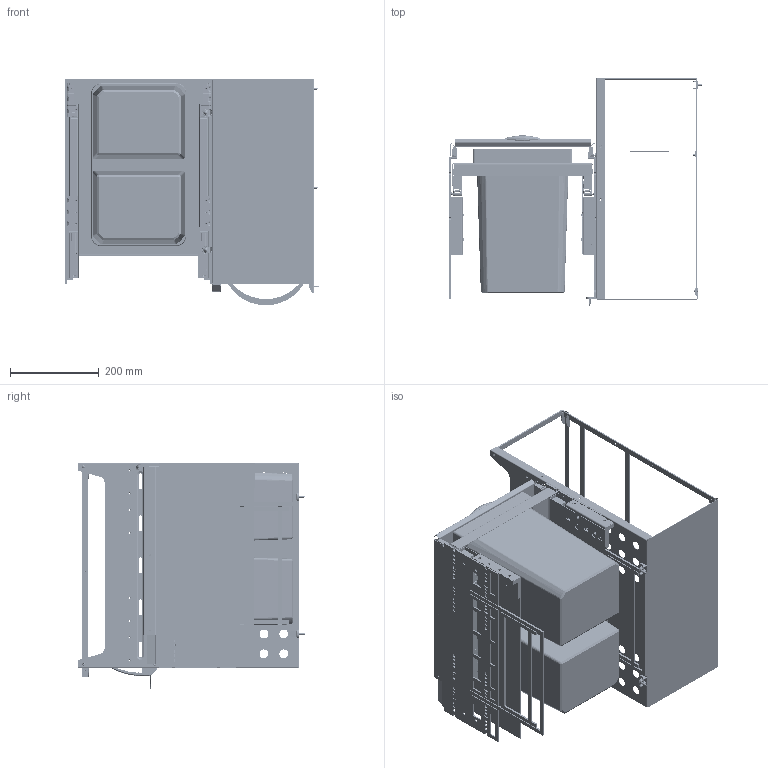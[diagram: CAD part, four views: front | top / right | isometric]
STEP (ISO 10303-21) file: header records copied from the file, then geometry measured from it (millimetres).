
FILE_DESCRIPTION(('STEP AP214'),'1');
FILE_NAME('8013379_V Cox Base Q+ 360 S_370-2_R.STP','2024-08-16T09:15:46',(' '),(' '),'Spatial InterOp 3D',' ',' ');
FILE_SCHEMA(('AUTOMOTIVE_DESIGN { 1 0 10303 214 1 1 1 1 }'));
Length unit declared in the file: millimetre
Products named in the file (1): 3D-Objekt
Bounding box: 572.9 x 515.1 x 512 mm (x, y, z)
Volume: 3684989.3 mm3; surface area: 3604089.5 mm2
Topology: 41 solids, 45 shells, 7129 faces, 18570 edges, 11589 vertices
Faces by surface type: plane 3283, cylinder 2352, bspline 495, torus 442, cone 413, extrusion 84, sphere 60
Entity records: 286180 total; most frequent: CARTESIAN_POINT 77365, ORIENTED_EDGE 36916, DIRECTION 35266, EDGE_CURVE 18474, AXIS2_PLACEMENT_3D 12257, VERTEX_POINT 11589, VECTOR 10752, LINE 10668
